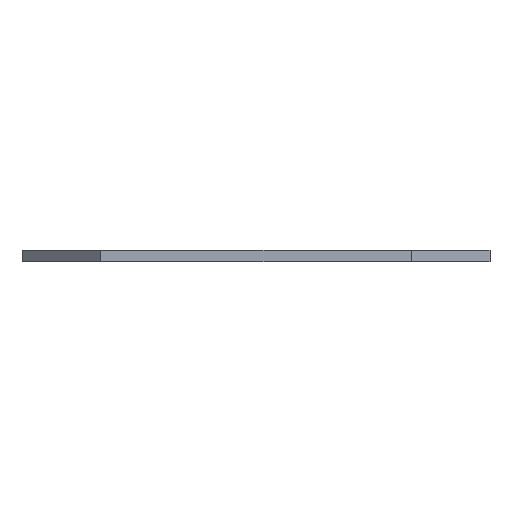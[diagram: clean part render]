
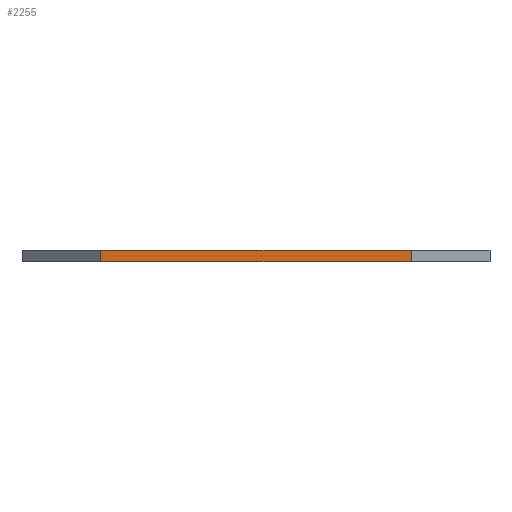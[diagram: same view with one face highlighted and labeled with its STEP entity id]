
A CAD part, front view. The second image highlights one B-rep face of the part: STEP entity #2255.
In plain terms, the highlighted planar face has unit normal (0, -1, 0).
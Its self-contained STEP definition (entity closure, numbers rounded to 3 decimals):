
#2199 = VERTEX_POINT('',#2200);
#2200 = CARTESIAN_POINT('',(-13.373,-23.232,-1.));
#2206 = EDGE_CURVE('',#2207,#2199,#2209,.T.);
#2207 = VERTEX_POINT('',#2208);
#2208 = CARTESIAN_POINT('',(-13.373,-23.232,0.));
#2209 = LINE('',#2210,#2211);
#2210 = CARTESIAN_POINT('',(-13.373,-23.232,0.));
#2211 = VECTOR('',#2212,1.);
#2212 = DIRECTION('',(0.,0.,-1.));
#2255 = ADVANCED_FACE('',(#2256),#2281,.T.);
#2256 = FACE_BOUND('',#2257,.T.);
#2257 = EDGE_LOOP('',(#2258,#2259,#2267,#2275));
#2258 = ORIENTED_EDGE('',*,*,#2206,.T.);
#2259 = ORIENTED_EDGE('',*,*,#2260,.T.);
#2260 = EDGE_CURVE('',#2199,#2261,#2263,.T.);
#2261 = VERTEX_POINT('',#2262);
#2262 = CARTESIAN_POINT('',(13.37,-23.232,-1.));
#2263 = LINE('',#2264,#2265);
#2264 = CARTESIAN_POINT('',(-13.373,-23.232,-1.));
#2265 = VECTOR('',#2266,1.);
#2266 = DIRECTION('',(1.,0.,0.));
#2267 = ORIENTED_EDGE('',*,*,#2268,.F.);
#2268 = EDGE_CURVE('',#2269,#2261,#2271,.T.);
#2269 = VERTEX_POINT('',#2270);
#2270 = CARTESIAN_POINT('',(13.37,-23.232,0.));
#2271 = LINE('',#2272,#2273);
#2272 = CARTESIAN_POINT('',(13.37,-23.232,0.));
#2273 = VECTOR('',#2274,1.);
#2274 = DIRECTION('',(0.,0.,-1.));
#2275 = ORIENTED_EDGE('',*,*,#2276,.F.);
#2276 = EDGE_CURVE('',#2207,#2269,#2277,.T.);
#2277 = LINE('',#2278,#2279);
#2278 = CARTESIAN_POINT('',(-13.373,-23.232,0.));
#2279 = VECTOR('',#2280,1.);
#2280 = DIRECTION('',(1.,0.,0.));
#2281 = PLANE('',#2282);
#2282 = AXIS2_PLACEMENT_3D('',#2283,#2284,#2285);
#2283 = CARTESIAN_POINT('',(-13.373,-23.232,0.));
#2284 = DIRECTION('',(0.,-1.,0.));
#2285 = DIRECTION('',(1.,0.,0.));
